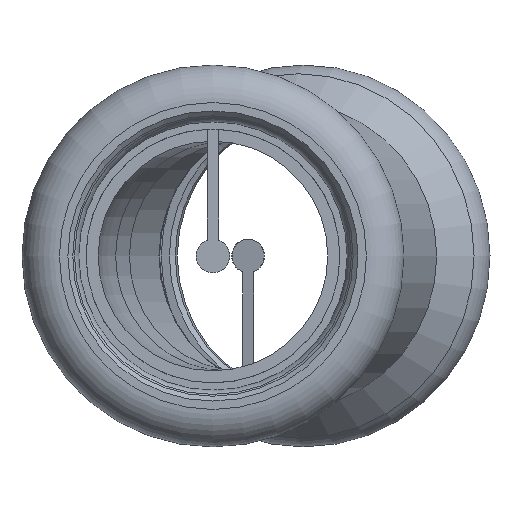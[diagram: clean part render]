
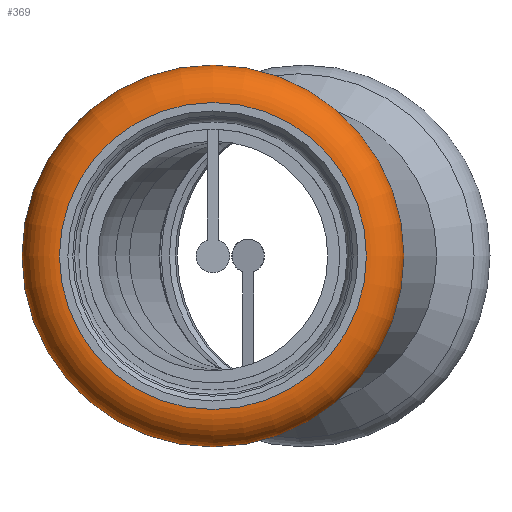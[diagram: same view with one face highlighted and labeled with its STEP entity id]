
A CAD part, front view. The second image highlights one B-rep face of the part: STEP entity #369.
In plain terms, the highlighted toroidal (fillet/blend) face has major radius 12.7 mm and minor radius 3.1 mm.
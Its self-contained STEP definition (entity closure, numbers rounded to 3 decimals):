
#58=TOROIDAL_SURFACE($,#428,12.7,3.1);
#82=FACE_OUTER_BOUND($,#166,.T.);
#116=FACE_BOUND($,#167,.T.);
#166=EDGE_LOOP($,(#329));
#167=EDGE_LOOP($,(#330));
#196=CIRCLE($,#427,15.075);
#197=CIRCLE($,#429,12.7);
#227=VERTEX_POINT($,#660);
#228=VERTEX_POINT($,#663);
#262=EDGE_CURVE($,#227,#227,#196,.T.);
#263=EDGE_CURVE($,#228,#228,#197,.T.);
#329=ORIENTED_EDGE($,*,*,#263,.F.);
#330=ORIENTED_EDGE($,*,*,#262,.T.);
#369=ADVANCED_FACE($,(#82,#116),#58,.T.);
#427=AXIS2_PLACEMENT_3D($,#661,#549,#550);
#428=AXIS2_PLACEMENT_3D($,#662,#551,#552);
#429=AXIS2_PLACEMENT_3D($,#664,#553,#554);
#549=DIRECTION('center_axis',(-1.,0.,0.));
#550=DIRECTION('ref_axis',(0.,0.,1.));
#551=DIRECTION('center_axis',(-1.,0.,0.));
#552=DIRECTION('ref_axis',(0.,0.,1.));
#553=DIRECTION('center_axis',(-1.,0.,0.));
#554=DIRECTION('ref_axis',(0.,0.,1.));
#660=CARTESIAN_POINT('',(5.093,0.,15.075));
#661=CARTESIAN_POINT('Origin',(5.093,0.,0.));
#662=CARTESIAN_POINT('Origin',(3.1,0.,0.));
#663=CARTESIAN_POINT('',(0.,0.,12.7));
#664=CARTESIAN_POINT('Origin',(0.,0.,0.));
